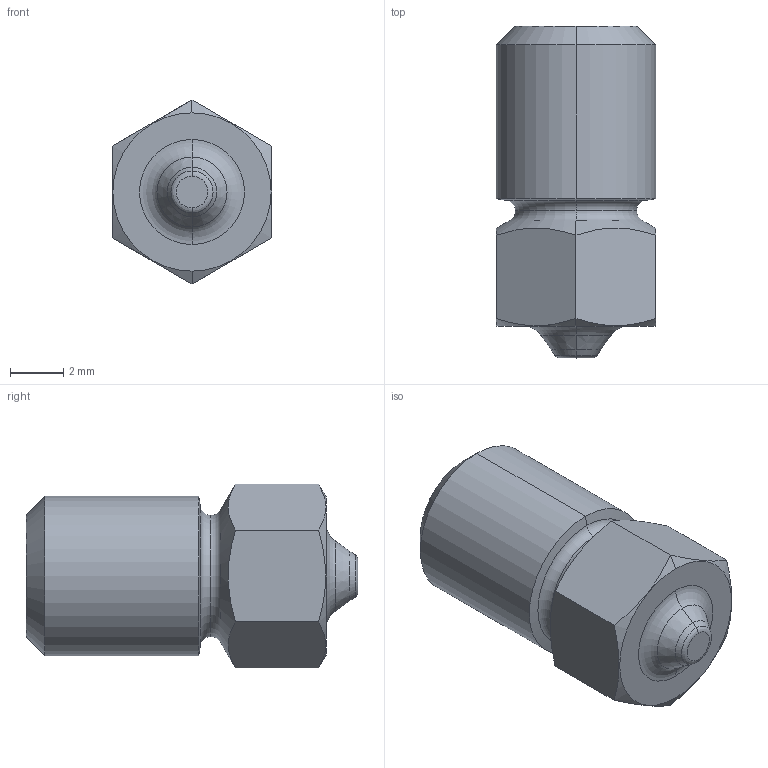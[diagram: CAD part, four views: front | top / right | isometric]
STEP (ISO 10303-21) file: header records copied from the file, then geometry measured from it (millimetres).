
FILE_DESCRIPTION (( 'STEP AP203' ), '1' );
FILE_NAME ('mosquito nozzle 1.75.STEP', '2019-06-21T15:21:04', ( '' ), ( '' ), 'SwSTEP 2.0', 'SolidWorks 2019', '' );
FILE_SCHEMA (( 'CONFIG_CONTROL_DESIGN' ));
Length unit declared in the file: millimetre
Products named in the file (2): mosquito nozzle 1.75
Bounding box: 6 x 12.5 x 6.93 mm (x, y, z)
Volume: 321.1 mm3; surface area: 285.9 mm2
Topology: 1 solids, 1 shells, 31 faces, 64 edges, 36 vertices
Faces by surface type: cone 12, plane 9, torus 8, cylinder 2
Entity records: 1029 total; most frequent: CARTESIAN_POINT 221, DIRECTION 150, ORIENTED_EDGE 128, AXIS2_PLACEMENT_3D 65, EDGE_CURVE 64, VERTEX_POINT 36, CIRCLE 32, EDGE_LOOP 32
